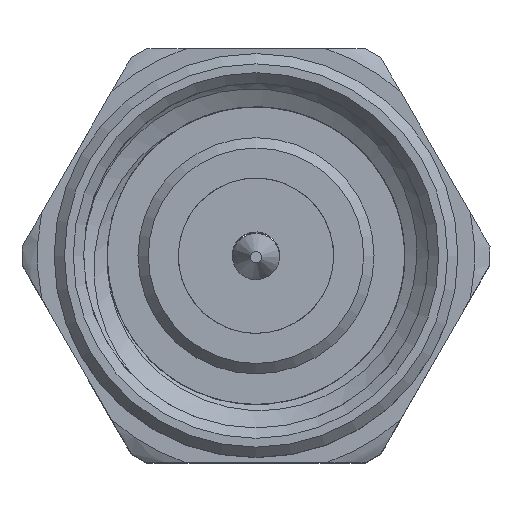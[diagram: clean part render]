
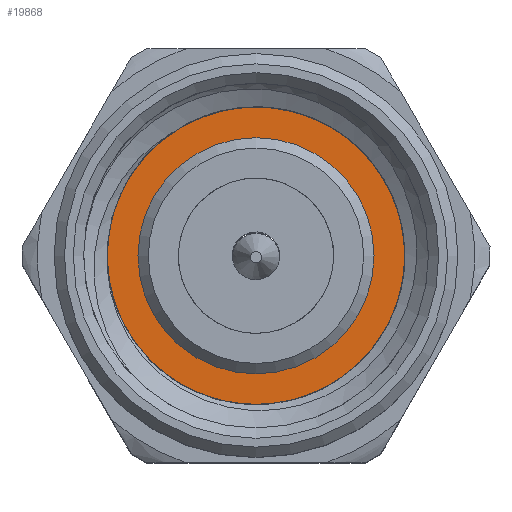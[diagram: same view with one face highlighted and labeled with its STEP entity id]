
A CAD part, top view. The second image highlights one B-rep face of the part: STEP entity #19868.
In plain terms, the highlighted face is planar.
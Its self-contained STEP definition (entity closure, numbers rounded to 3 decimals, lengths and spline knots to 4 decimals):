
#119=PLANE('',#20433);
#364=CIRCLE('',#20428,2.25);
#366=CIRCLE('',#20431,3.);
#8578=ORIENTED_EDGE('',*,*,#11692,.T.);
#8579=ORIENTED_EDGE('',*,*,#11694,.F.);
#11692=EDGE_CURVE('',#13284,#13284,#364,.T.);
#11694=EDGE_CURVE('',#13286,#13286,#366,.T.);
#13284=VERTEX_POINT('',#70251);
#13286=VERTEX_POINT('',#70256);
#16445=EDGE_LOOP('',(#8578));
#16446=EDGE_LOOP('',(#8579));
#18015=FACE_BOUND('',#16445,.T.);
#18016=FACE_BOUND('',#16446,.T.);
#19868=ADVANCED_FACE('',(#18015,#18016),#119,.F.);
#20428=AXIS2_PLACEMENT_3D('',#70250,#21420,#21421);
#20431=AXIS2_PLACEMENT_3D('',#70255,#21426,#21427);
#20433=AXIS2_PLACEMENT_3D('',#70258,#21430,#21431);
#21420=DIRECTION('',(0.,1.,0.));
#21421=DIRECTION('',(1.,0.,0.));
#21426=DIRECTION('',(0.,1.,0.));
#21427=DIRECTION('',(1.,0.,0.));
#21430=DIRECTION('',(0.,1.,0.));
#21431=DIRECTION('',(0.,0.,1.));
#70250=CARTESIAN_POINT('',(0.,0.,0.));
#70251=CARTESIAN_POINT('',(2.25,0.,0.));
#70255=CARTESIAN_POINT('',(0.,0.,0.));
#70256=CARTESIAN_POINT('',(3.,0.,0.));
#70258=CARTESIAN_POINT('',(0.,0.,0.));
